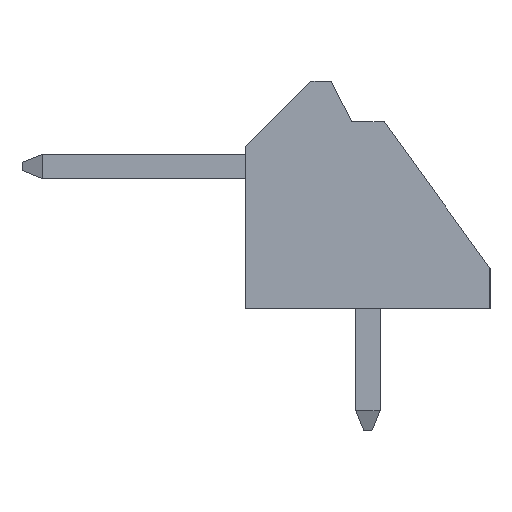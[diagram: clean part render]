
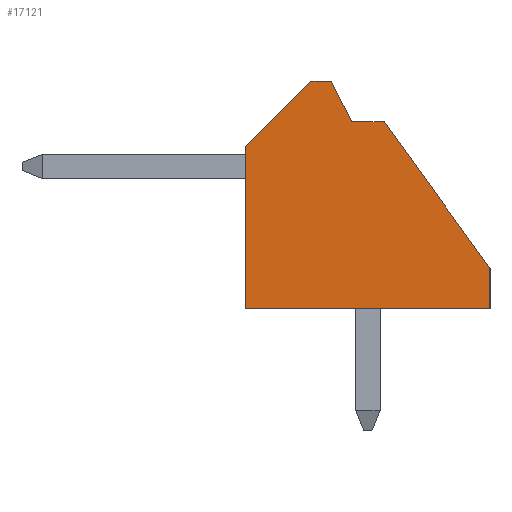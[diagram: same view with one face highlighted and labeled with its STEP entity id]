
A CAD part, left-side view. The second image highlights one B-rep face of the part: STEP entity #17121.
In plain terms, the highlighted planar face has unit normal (-1, 0, 0).
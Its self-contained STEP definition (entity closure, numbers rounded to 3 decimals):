
#16854 = VERTEX_POINT('',#16855);
#16855 = CARTESIAN_POINT('',(-1.25,0.4,4.6));
#16864 = PLANE('',#16865);
#16865 = AXIS2_PLACEMENT_3D('',#16866,#16867,#16868);
#16866 = CARTESIAN_POINT('',(-1.25,0.4,4.6));
#16867 = DIRECTION('',(0.,0.,-1.));
#16868 = DIRECTION('',(0.,-1.,0.));
#16876 = PLANE('',#16877);
#16877 = AXIS2_PLACEMENT_3D('',#16878,#16879,#16880);
#16878 = CARTESIAN_POINT('',(-1.25,0.4,4.6));
#16879 = DIRECTION('',(0.,-0.894,0.447));
#16880 = DIRECTION('',(0.,0.447,0.894));
#16917 = VERTEX_POINT('',#16918);
#16918 = CARTESIAN_POINT('',(-1.25,-0.4,4.6));
#16932 = PLANE('',#16933);
#16933 = AXIS2_PLACEMENT_3D('',#16934,#16935,#16936);
#16934 = CARTESIAN_POINT('',(-1.25,-0.4,4.6));
#16935 = DIRECTION('',(0.,0.811,-0.585));
#16936 = DIRECTION('',(0.,-0.585,-0.811));
#16944 = EDGE_CURVE('',#16854,#16917,#16945,.T.);
#16945 = SURFACE_CURVE('',#16946,(#16950,#16957),.PCURVE_S1.);
#16946 = LINE('',#16947,#16948);
#16947 = CARTESIAN_POINT('',(-1.25,0.4,4.6));
#16948 = VECTOR('',#16949,1.);
#16949 = DIRECTION('',(0.,-1.,0.));
#16950 = PCURVE('',#16864,#16951);
#16951 = DEFINITIONAL_REPRESENTATION('',(#16952),#16956);
#16952 = LINE('',#16953,#16954);
#16953 = CARTESIAN_POINT('',(0.,-0.));
#16954 = VECTOR('',#16955,1.);
#16955 = DIRECTION('',(1.,0.));
#16956 = ( GEOMETRIC_REPRESENTATION_CONTEXT(2) 
PARAMETRIC_REPRESENTATION_CONTEXT() REPRESENTATION_CONTEXT('2D SPACE',''
  ) );
#16957 = PCURVE('',#16958,#16963);
#16958 = PLANE('',#16959);
#16959 = AXIS2_PLACEMENT_3D('',#16960,#16961,#16962);
#16960 = CARTESIAN_POINT('',(-1.25,0.384,2.186));
#16961 = DIRECTION('',(1.,0.,0.));
#16962 = DIRECTION('',(0.,0.,1.));
#16963 = DEFINITIONAL_REPRESENTATION('',(#16964),#16968);
#16964 = LINE('',#16965,#16966);
#16965 = CARTESIAN_POINT('',(2.414,-0.016));
#16966 = VECTOR('',#16967,1.);
#16967 = DIRECTION('',(0.,1.));
#16968 = ( GEOMETRIC_REPRESENTATION_CONTEXT(2) 
PARAMETRIC_REPRESENTATION_CONTEXT() REPRESENTATION_CONTEXT('2D SPACE',''
  ) );
#16998 = VERTEX_POINT('',#16999);
#16999 = CARTESIAN_POINT('',(-1.25,0.9,5.6));
#17013 = PLANE('',#17014);
#17014 = AXIS2_PLACEMENT_3D('',#17015,#17016,#17017);
#17015 = CARTESIAN_POINT('',(-1.25,1.4,5.6));
#17016 = DIRECTION('',(0.,0.,-1.));
#17017 = DIRECTION('',(0.,-1.,0.));
#17025 = EDGE_CURVE('',#16854,#16998,#17026,.T.);
#17026 = SURFACE_CURVE('',#17027,(#17031,#17038),.PCURVE_S1.);
#17027 = LINE('',#17028,#17029);
#17028 = CARTESIAN_POINT('',(-1.25,0.4,4.6));
#17029 = VECTOR('',#17030,1.);
#17030 = DIRECTION('',(0.,0.447,0.894));
#17031 = PCURVE('',#16876,#17032);
#17032 = DEFINITIONAL_REPRESENTATION('',(#17033),#17037);
#17033 = LINE('',#17034,#17035);
#17034 = CARTESIAN_POINT('',(0.,0.));
#17035 = VECTOR('',#17036,1.);
#17036 = DIRECTION('',(1.,0.));
#17037 = ( GEOMETRIC_REPRESENTATION_CONTEXT(2) 
PARAMETRIC_REPRESENTATION_CONTEXT() REPRESENTATION_CONTEXT('2D SPACE',''
  ) );
#17038 = PCURVE('',#16958,#17039);
#17039 = DEFINITIONAL_REPRESENTATION('',(#17040),#17044);
#17040 = LINE('',#17041,#17042);
#17041 = CARTESIAN_POINT('',(2.414,-0.016));
#17042 = VECTOR('',#17043,1.);
#17043 = DIRECTION('',(0.894,-0.447));
#17044 = ( GEOMETRIC_REPRESENTATION_CONTEXT(2) 
PARAMETRIC_REPRESENTATION_CONTEXT() REPRESENTATION_CONTEXT('2D SPACE',''
  ) );
#17074 = VERTEX_POINT('',#17075);
#17075 = CARTESIAN_POINT('',(-1.25,-3.,1.));
#17089 = PLANE('',#17090);
#17090 = AXIS2_PLACEMENT_3D('',#17091,#17092,#17093);
#17091 = CARTESIAN_POINT('',(-1.25,-3.,1.));
#17092 = DIRECTION('',(0.,1.,0.));
#17093 = DIRECTION('',(0.,0.,-1.));
#17101 = EDGE_CURVE('',#16917,#17074,#17102,.T.);
#17102 = SURFACE_CURVE('',#17103,(#17107,#17114),.PCURVE_S1.);
#17103 = LINE('',#17104,#17105);
#17104 = CARTESIAN_POINT('',(-1.25,-0.4,4.6));
#17105 = VECTOR('',#17106,1.);
#17106 = DIRECTION('',(0.,-0.585,-0.811));
#17107 = PCURVE('',#16932,#17108);
#17108 = DEFINITIONAL_REPRESENTATION('',(#17109),#17113);
#17109 = LINE('',#17110,#17111);
#17110 = CARTESIAN_POINT('',(0.,0.));
#17111 = VECTOR('',#17112,1.);
#17112 = DIRECTION('',(1.,0.));
#17113 = ( GEOMETRIC_REPRESENTATION_CONTEXT(2) 
PARAMETRIC_REPRESENTATION_CONTEXT() REPRESENTATION_CONTEXT('2D SPACE',''
  ) );
#17114 = PCURVE('',#16958,#17115);
#17115 = DEFINITIONAL_REPRESENTATION('',(#17116),#17120);
#17116 = LINE('',#17117,#17118);
#17117 = CARTESIAN_POINT('',(2.414,0.784));
#17118 = VECTOR('',#17119,1.);
#17119 = DIRECTION('',(-0.811,0.585));
#17120 = ( GEOMETRIC_REPRESENTATION_CONTEXT(2) 
PARAMETRIC_REPRESENTATION_CONTEXT() REPRESENTATION_CONTEXT('2D SPACE',''
  ) );
#17121 = ADVANCED_FACE('',(#17122),#16958,.F.);
#17122 = FACE_BOUND('',#17123,.F.);
#17123 = EDGE_LOOP('',(#17124,#17125,#17126,#17149,#17177,#17205,#17233,
    #17254));
#17124 = ORIENTED_EDGE('',*,*,#16944,.T.);
#17125 = ORIENTED_EDGE('',*,*,#17101,.T.);
#17126 = ORIENTED_EDGE('',*,*,#17127,.T.);
#17127 = EDGE_CURVE('',#17074,#17128,#17130,.T.);
#17128 = VERTEX_POINT('',#17129);
#17129 = CARTESIAN_POINT('',(-1.25,-3.,0.));
#17130 = SURFACE_CURVE('',#17131,(#17135,#17142),.PCURVE_S1.);
#17131 = LINE('',#17132,#17133);
#17132 = CARTESIAN_POINT('',(-1.25,-3.,1.));
#17133 = VECTOR('',#17134,1.);
#17134 = DIRECTION('',(0.,0.,-1.));
#17135 = PCURVE('',#16958,#17136);
#17136 = DEFINITIONAL_REPRESENTATION('',(#17137),#17141);
#17137 = LINE('',#17138,#17139);
#17138 = CARTESIAN_POINT('',(-1.186,3.384));
#17139 = VECTOR('',#17140,1.);
#17140 = DIRECTION('',(-1.,0.));
#17141 = ( GEOMETRIC_REPRESENTATION_CONTEXT(2) 
PARAMETRIC_REPRESENTATION_CONTEXT() REPRESENTATION_CONTEXT('2D SPACE',''
  ) );
#17142 = PCURVE('',#17089,#17143);
#17143 = DEFINITIONAL_REPRESENTATION('',(#17144),#17148);
#17144 = LINE('',#17145,#17146);
#17145 = CARTESIAN_POINT('',(0.,0.));
#17146 = VECTOR('',#17147,1.);
#17147 = DIRECTION('',(1.,0.));
#17148 = ( GEOMETRIC_REPRESENTATION_CONTEXT(2) 
PARAMETRIC_REPRESENTATION_CONTEXT() REPRESENTATION_CONTEXT('2D SPACE',''
  ) );
#17149 = ORIENTED_EDGE('',*,*,#17150,.T.);
#17150 = EDGE_CURVE('',#17128,#17151,#17153,.T.);
#17151 = VERTEX_POINT('',#17152);
#17152 = CARTESIAN_POINT('',(-1.25,3.,0.));
#17153 = SURFACE_CURVE('',#17154,(#17158,#17165),.PCURVE_S1.);
#17154 = LINE('',#17155,#17156);
#17155 = CARTESIAN_POINT('',(-1.25,-3.,0.));
#17156 = VECTOR('',#17157,1.);
#17157 = DIRECTION('',(0.,1.,0.));
#17158 = PCURVE('',#16958,#17159);
#17159 = DEFINITIONAL_REPRESENTATION('',(#17160),#17164);
#17160 = LINE('',#17161,#17162);
#17161 = CARTESIAN_POINT('',(-2.186,3.384));
#17162 = VECTOR('',#17163,1.);
#17163 = DIRECTION('',(0.,-1.));
#17164 = ( GEOMETRIC_REPRESENTATION_CONTEXT(2) 
PARAMETRIC_REPRESENTATION_CONTEXT() REPRESENTATION_CONTEXT('2D SPACE',''
  ) );
#17165 = PCURVE('',#17166,#17171);
#17166 = PLANE('',#17167);
#17167 = AXIS2_PLACEMENT_3D('',#17168,#17169,#17170);
#17168 = CARTESIAN_POINT('',(-1.25,-3.,0.));
#17169 = DIRECTION('',(0.,0.,1.));
#17170 = DIRECTION('',(0.,1.,0.));
#17171 = DEFINITIONAL_REPRESENTATION('',(#17172),#17176);
#17172 = LINE('',#17173,#17174);
#17173 = CARTESIAN_POINT('',(0.,0.));
#17174 = VECTOR('',#17175,1.);
#17175 = DIRECTION('',(1.,0.));
#17176 = ( GEOMETRIC_REPRESENTATION_CONTEXT(2) 
PARAMETRIC_REPRESENTATION_CONTEXT() REPRESENTATION_CONTEXT('2D SPACE',''
  ) );
#17177 = ORIENTED_EDGE('',*,*,#17178,.T.);
#17178 = EDGE_CURVE('',#17151,#17179,#17181,.T.);
#17179 = VERTEX_POINT('',#17180);
#17180 = CARTESIAN_POINT('',(-1.25,3.,4.));
#17181 = SURFACE_CURVE('',#17182,(#17186,#17193),.PCURVE_S1.);
#17182 = LINE('',#17183,#17184);
#17183 = CARTESIAN_POINT('',(-1.25,3.,0.));
#17184 = VECTOR('',#17185,1.);
#17185 = DIRECTION('',(0.,0.,1.));
#17186 = PCURVE('',#16958,#17187);
#17187 = DEFINITIONAL_REPRESENTATION('',(#17188),#17192);
#17188 = LINE('',#17189,#17190);
#17189 = CARTESIAN_POINT('',(-2.186,-2.616));
#17190 = VECTOR('',#17191,1.);
#17191 = DIRECTION('',(1.,0.));
#17192 = ( GEOMETRIC_REPRESENTATION_CONTEXT(2) 
PARAMETRIC_REPRESENTATION_CONTEXT() REPRESENTATION_CONTEXT('2D SPACE',''
  ) );
#17193 = PCURVE('',#17194,#17199);
#17194 = PLANE('',#17195);
#17195 = AXIS2_PLACEMENT_3D('',#17196,#17197,#17198);
#17196 = CARTESIAN_POINT('',(-1.25,3.,0.));
#17197 = DIRECTION('',(0.,-1.,0.));
#17198 = DIRECTION('',(0.,0.,1.));
#17199 = DEFINITIONAL_REPRESENTATION('',(#17200),#17204);
#17200 = LINE('',#17201,#17202);
#17201 = CARTESIAN_POINT('',(0.,0.));
#17202 = VECTOR('',#17203,1.);
#17203 = DIRECTION('',(1.,0.));
#17204 = ( GEOMETRIC_REPRESENTATION_CONTEXT(2) 
PARAMETRIC_REPRESENTATION_CONTEXT() REPRESENTATION_CONTEXT('2D SPACE',''
  ) );
#17205 = ORIENTED_EDGE('',*,*,#17206,.F.);
#17206 = EDGE_CURVE('',#17207,#17179,#17209,.T.);
#17207 = VERTEX_POINT('',#17208);
#17208 = CARTESIAN_POINT('',(-1.25,1.4,5.6));
#17209 = SURFACE_CURVE('',#17210,(#17214,#17221),.PCURVE_S1.);
#17210 = LINE('',#17211,#17212);
#17211 = CARTESIAN_POINT('',(-1.25,1.4,5.6));
#17212 = VECTOR('',#17213,1.);
#17213 = DIRECTION('',(0.,0.707,-0.707));
#17214 = PCURVE('',#16958,#17215);
#17215 = DEFINITIONAL_REPRESENTATION('',(#17216),#17220);
#17216 = LINE('',#17217,#17218);
#17217 = CARTESIAN_POINT('',(3.414,-1.016));
#17218 = VECTOR('',#17219,1.);
#17219 = DIRECTION('',(-0.707,-0.707));
#17220 = ( GEOMETRIC_REPRESENTATION_CONTEXT(2) 
PARAMETRIC_REPRESENTATION_CONTEXT() REPRESENTATION_CONTEXT('2D SPACE',''
  ) );
#17221 = PCURVE('',#17222,#17227);
#17222 = PLANE('',#17223);
#17223 = AXIS2_PLACEMENT_3D('',#17224,#17225,#17226);
#17224 = CARTESIAN_POINT('',(-1.25,1.4,5.6));
#17225 = DIRECTION('',(0.,0.707,0.707));
#17226 = DIRECTION('',(0.,0.707,-0.707));
#17227 = DEFINITIONAL_REPRESENTATION('',(#17228),#17232);
#17228 = LINE('',#17229,#17230);
#17229 = CARTESIAN_POINT('',(0.,0.));
#17230 = VECTOR('',#17231,1.);
#17231 = DIRECTION('',(1.,0.));
#17232 = ( GEOMETRIC_REPRESENTATION_CONTEXT(2) 
PARAMETRIC_REPRESENTATION_CONTEXT() REPRESENTATION_CONTEXT('2D SPACE',''
  ) );
#17233 = ORIENTED_EDGE('',*,*,#17234,.T.);
#17234 = EDGE_CURVE('',#17207,#16998,#17235,.T.);
#17235 = SURFACE_CURVE('',#17236,(#17240,#17247),.PCURVE_S1.);
#17236 = LINE('',#17237,#17238);
#17237 = CARTESIAN_POINT('',(-1.25,1.4,5.6));
#17238 = VECTOR('',#17239,1.);
#17239 = DIRECTION('',(0.,-1.,0.));
#17240 = PCURVE('',#16958,#17241);
#17241 = DEFINITIONAL_REPRESENTATION('',(#17242),#17246);
#17242 = LINE('',#17243,#17244);
#17243 = CARTESIAN_POINT('',(3.414,-1.016));
#17244 = VECTOR('',#17245,1.);
#17245 = DIRECTION('',(0.,1.));
#17246 = ( GEOMETRIC_REPRESENTATION_CONTEXT(2) 
PARAMETRIC_REPRESENTATION_CONTEXT() REPRESENTATION_CONTEXT('2D SPACE',''
  ) );
#17247 = PCURVE('',#17013,#17248);
#17248 = DEFINITIONAL_REPRESENTATION('',(#17249),#17253);
#17249 = LINE('',#17250,#17251);
#17250 = CARTESIAN_POINT('',(0.,-0.));
#17251 = VECTOR('',#17252,1.);
#17252 = DIRECTION('',(1.,0.));
#17253 = ( GEOMETRIC_REPRESENTATION_CONTEXT(2) 
PARAMETRIC_REPRESENTATION_CONTEXT() REPRESENTATION_CONTEXT('2D SPACE',''
  ) );
#17254 = ORIENTED_EDGE('',*,*,#17025,.F.);
